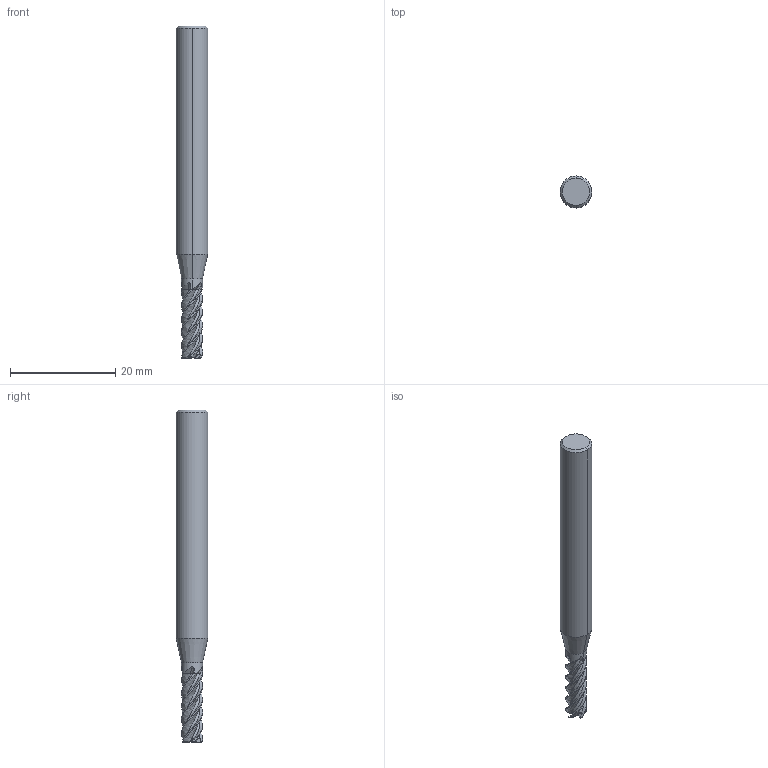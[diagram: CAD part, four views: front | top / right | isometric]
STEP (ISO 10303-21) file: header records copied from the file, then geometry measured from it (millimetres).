
FILE_DESCRIPTION(('no description'),'unknown implementation level');
FILE_NAME('EXPK1-M02-0253-4-Detail.stp',' ',('CIMSOURCE GmbH'),('CADClick - KiM GmbH - www.kimweb.de'),'unknown preprocess','ACIS','unknown authorization');
FILE_SCHEMA(('automotive_design'));
Length unit declared in the file: millimetre
Products named in the file (2): NOCUT; CUT
Bounding box: 6 x 6 x 63 mm (x, y, z)
Volume: 1428.7 mm3; surface area: 1324.1 mm2
Topology: 2 solids, 2 shells, 155 faces, 443 edges, 291 vertices
Faces by surface type: plane 58, bspline 40, cone 22, revolution 20, cylinder 10, torus 5
Entity records: 24115 total; most frequent: CARTESIAN_POINT 15511, STYLED_ITEM 891, PRESENTATION_STYLE_ASSIGNMENT 891, COLOUR_RGB 891, ORIENTED_EDGE 886, DIRECTION 595, EDGE_CURVE 443, CURVE_STYLE 443
